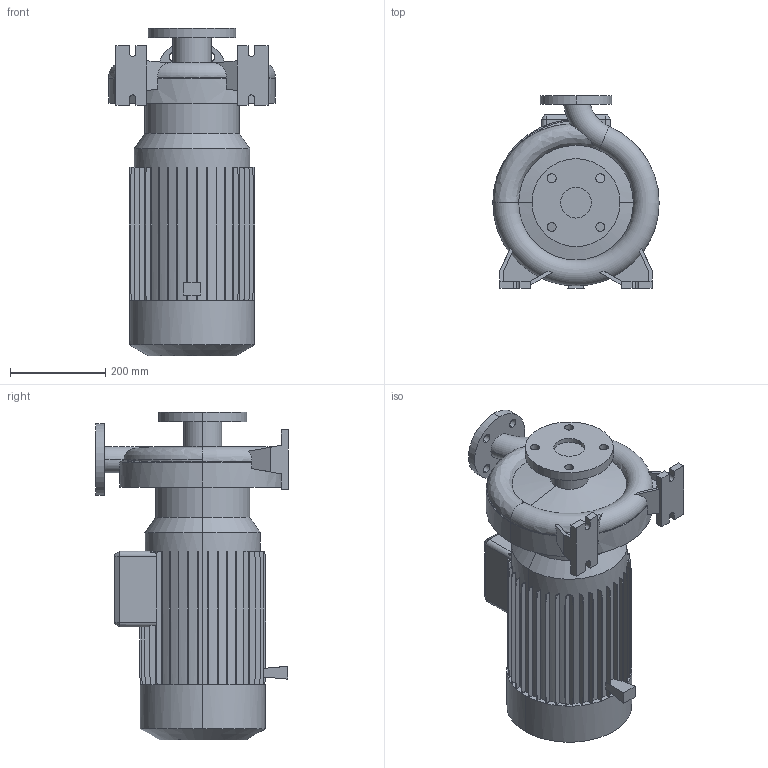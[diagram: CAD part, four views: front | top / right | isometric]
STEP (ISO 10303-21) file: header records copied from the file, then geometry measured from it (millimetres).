
FILE_DESCRIPTION (( 'STEP AP214' ), '1' );
FILE_NAME ('10008452swp01.step', '2021-04-30T15:59:27', ( '' ), ( '' ), 'SwSTEP 2.0', 'SolidWorks 2019', '' );
FILE_SCHEMA (( 'AUTOMOTIVE_DESIGN' ));
Length unit declared in the file: millimetre
Products named in the file (1): 10008452swp01
Bounding box: 350 x 405 x 690 mm (x, y, z)
Volume: 34534068.5 mm3; surface area: 1169538.5 mm2
Topology: 1 solids, 1 shells, 399 faces, 1157 edges, 768 vertices
Faces by surface type: plane 323, cylinder 52, torus 11, cone 11, bspline 2
Entity records: 14358 total; most frequent: CARTESIAN_POINT 3694, ORIENTED_EDGE 2314, DIRECTION 2100, EDGE_CURVE 1157, LINE 896, VECTOR 896, VERTEX_POINT 768, AXIS2_PLACEMENT_3D 602
